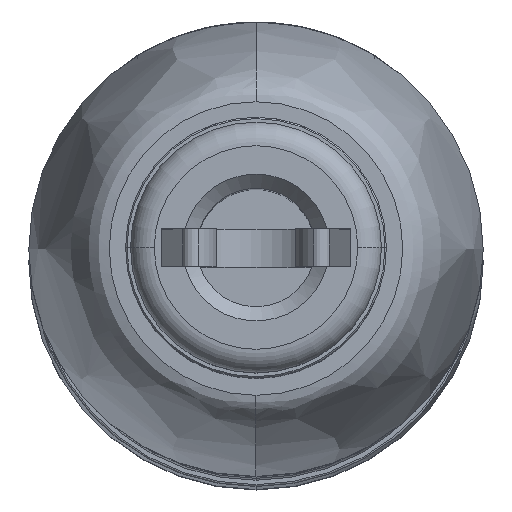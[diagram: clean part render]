
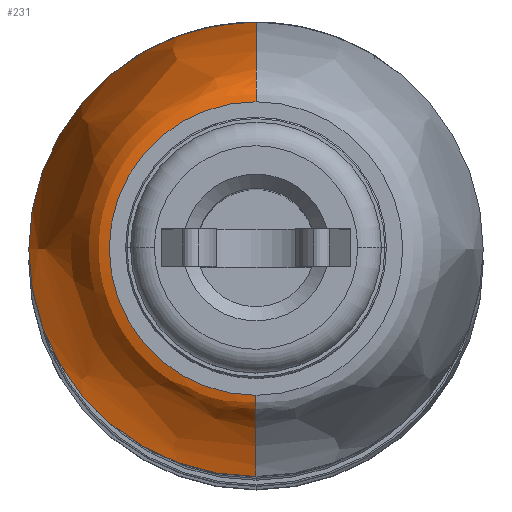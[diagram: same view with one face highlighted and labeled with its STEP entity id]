
A CAD part, top view. The second image highlights one B-rep face of the part: STEP entity #231.
In plain terms, the highlighted free-form (B-spline) face has degree [3, 3] with [6, 4] control points.
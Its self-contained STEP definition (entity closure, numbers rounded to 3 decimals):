
#231 = ADVANCED_FACE ( 'NONE', ( #3707 ), #11789, .F. ) ;
#607 = VERTEX_POINT ( 'NONE', #4525 ) ;
#769 = CARTESIAN_POINT ( 'NONE',  ( 6.753, -4.294, -8.588 ) ) ;
#954 = CARTESIAN_POINT ( 'NONE',  ( 13.822, -4.8, 0. ) ) ;
#1037 = B_SPLINE_CURVE_WITH_KNOTS ( 'NONE', 3,
 ( #22181, #9278, #22372, #26799, #22547, #18174 ),
 .UNSPECIFIED., .F., .F.,
 ( 4, 1, 1, 4 ),
 ( 0., 0.429, 0.529, 1. ),
 .UNSPECIFIED. ) ;
#1369 = DIRECTION ( 'NONE',  ( -1., 0., 0. ) ) ;
#1663 = CARTESIAN_POINT ( 'NONE',  ( 6.753, -4.294, 0. ) ) ;
#2609 = ORIENTED_EDGE ( 'NONE', *, *, #12816, .T. ) ;
#2742 = CARTESIAN_POINT ( 'NONE',  ( 4.822, 3.1, 0. ) ) ;
#2929 = CARTESIAN_POINT ( 'NONE',  ( 10.153, -4.759, -9.518 ) ) ;
#3026 = CARTESIAN_POINT ( 'NONE',  ( 13.822, 4.8, 0. ) ) ;
#3096 = VERTEX_POINT ( 'NONE', #19331 ) ;
#3142 = AXIS2_PLACEMENT_3D ( 'NONE', #11136, #11236, #4706 ) ;
#3546 = VERTEX_POINT ( 'NONE', #27745 ) ;
#3707 = FACE_OUTER_BOUND ( 'NONE', #22126, .T. ) ;
#4446 = ORIENTED_EDGE ( 'NONE', *, *, #9464, .T. ) ;
#4525 = CARTESIAN_POINT ( 'NONE',  ( 4.822, -3.1, 0. ) ) ;
#4706 = DIRECTION ( 'NONE',  ( 0., 0., 1. ) ) ;
#5119 = CARTESIAN_POINT ( 'NONE',  ( 4.822, 3.71, 0. ) ) ;
#5308 = CARTESIAN_POINT ( 'NONE',  ( 4.822, -3.71, -7.421 ) ) ;
#6000 = CARTESIAN_POINT ( 'NONE',  ( 13.822, 0., 0. ) ) ;
#6204 = DIRECTION ( 'NONE',  ( 0., 0., 1. ) ) ;
#6280 = CARTESIAN_POINT ( 'NONE',  ( 10.153, -4.759, 0. ) ) ;
#7176 = CARTESIAN_POINT ( 'NONE',  ( 13.398, -4.8, 0. ) ) ;
#7280 = CARTESIAN_POINT ( 'NONE',  ( 13.398, 4.8, 0. ) ) ;
#8139 = DIRECTION ( 'NONE',  ( 0., 0., 1. ) ) ;
#9278 = CARTESIAN_POINT ( 'NONE',  ( 13.398, 4.8, 0. ) ) ;
#9351 = CARTESIAN_POINT ( 'NONE',  ( 4.822, 3.71, -7.421 ) ) ;
#9438 = CARTESIAN_POINT ( 'NONE',  ( 6.753, 4.294, -8.588 ) ) ;
#9453 = CIRCLE ( 'NONE', #3142, 3.1 ) ;
#9464 = EDGE_CURVE ( 'NONE', #9582, #607, #15614, .T. ) ;
#9582 = VERTEX_POINT ( 'NONE', #14886 ) ;
#9856 = CARTESIAN_POINT ( 'NONE',  ( 13.398, -4.8, 0. ) ) ;
#11136 = CARTESIAN_POINT ( 'NONE',  ( 4.822, 0., 0. ) ) ;
#11236 = DIRECTION ( 'NONE',  ( -1., 0., 0. ) ) ;
#11356 = CARTESIAN_POINT ( 'NONE',  ( 4.822, -3.1, 0. ) ) ;
#11442 = CARTESIAN_POINT ( 'NONE',  ( 13.822, -4.8, -9.6 ) ) ;
#11544 = CARTESIAN_POINT ( 'NONE',  ( 4.822, -3.71, 0. ) ) ;
#11560 = AXIS2_PLACEMENT_3D ( 'NONE', #6000, #1369, #8139 ) ;
#11789 =( BOUNDED_SURFACE ( )  B_SPLINE_SURFACE ( 3, 3, ( 
 ( #3026, #18158, #11442, #954 ),
 ( #7280, #17981, #24432, #7176 ),
 ( #13698, #13606, #2929, #22442 ),
 ( #16068, #9438, #769, #24623 ),
 ( #5119, #9351, #5308, #11544 ),
 ( #2742, #24726, #22534, #11356 ) ),
 .UNSPECIFIED., .F., .F., .F. ) 
 B_SPLINE_SURFACE_WITH_KNOTS ( ( 4, 1, 1, 4 ),
 ( 4, 4 ),
 ( 0., 0.429, 0.529, 1. ),
 ( 0., 1. ),
 .UNSPECIFIED. ) 
 GEOMETRIC_REPRESENTATION_ITEM ( )  RATIONAL_B_SPLINE_SURFACE ( (
 ( 1., 0.333, 0.333, 1.),
 ( 1., 0.333, 0.333, 1.),
 ( 1., 0.333, 0.333, 1.),
 ( 1., 0.333, 0.333, 1.),
 ( 1., 0.333, 0.333, 1.),
 ( 1., 0.333, 0.333, 1.) ) ) 
 REPRESENTATION_ITEM ( '' )  SURFACE ( )  );
#12120 = CARTESIAN_POINT ( 'NONE',  ( 13.822, 0., -4.8 ) ) ;
#12816 = EDGE_CURVE ( 'NONE', #3546, #18296, #21656, .T. ) ;
#13606 = CARTESIAN_POINT ( 'NONE',  ( 10.153, 4.759, -9.518 ) ) ;
#13698 = CARTESIAN_POINT ( 'NONE',  ( 10.153, 4.759, 0. ) ) ;
#13861 = ORIENTED_EDGE ( 'NONE', *, *, #16973, .T. ) ;
#14128 = CARTESIAN_POINT ( 'NONE',  ( 13.822, -4.8, 0. ) ) ;
#14170 = ORIENTED_EDGE ( 'NONE', *, *, #25541, .F. ) ;
#14683 = CIRCLE ( 'NONE', #11560, 4.8 ) ;
#14886 = CARTESIAN_POINT ( 'NONE',  ( 13.822, -4.8, 0. ) ) ;
#14891 = DIRECTION ( 'NONE',  ( -1., 0., 0. ) ) ;
#15614 = B_SPLINE_CURVE_WITH_KNOTS ( 'NONE', 3,
 ( #14128, #9856, #6280, #1663, #19124, #18853 ),
 .UNSPECIFIED., .F., .F.,
 ( 4, 1, 1, 4 ),
 ( 0., 0.429, 0.529, 1. ),
 .UNSPECIFIED. ) ;
#16068 = CARTESIAN_POINT ( 'NONE',  ( 6.753, 4.294, 0. ) ) ;
#16973 = EDGE_CURVE ( 'NONE', #18296, #9582, #14683, .T. ) ;
#17196 = ORIENTED_EDGE ( 'NONE', *, *, #21212, .F. ) ;
#17981 = CARTESIAN_POINT ( 'NONE',  ( 13.398, 4.8, -9.6 ) ) ;
#18158 = CARTESIAN_POINT ( 'NONE',  ( 13.822, 4.8, -9.6 ) ) ;
#18174 = CARTESIAN_POINT ( 'NONE',  ( 4.822, 3.1, 0. ) ) ;
#18296 = VERTEX_POINT ( 'NONE', #12120 ) ;
#18853 = CARTESIAN_POINT ( 'NONE',  ( 4.822, -3.1, 0. ) ) ;
#19124 = CARTESIAN_POINT ( 'NONE',  ( 4.822, -3.71, 0. ) ) ;
#19225 = CARTESIAN_POINT ( 'NONE',  ( 13.822, 0., 0. ) ) ;
#19331 = CARTESIAN_POINT ( 'NONE',  ( 4.822, 3.1, 0. ) ) ;
#20715 = AXIS2_PLACEMENT_3D ( 'NONE', #19225, #14891, #6204 ) ;
#21212 = EDGE_CURVE ( 'NONE', #3096, #607, #9453, .T. ) ;
#21656 = CIRCLE ( 'NONE', #20715, 4.8 ) ;
#22126 = EDGE_LOOP ( 'NONE', ( #13861, #4446, #17196, #14170, #2609 ) ) ;
#22181 = CARTESIAN_POINT ( 'NONE',  ( 13.822, 4.8, 0. ) ) ;
#22372 = CARTESIAN_POINT ( 'NONE',  ( 10.153, 4.759, 0. ) ) ;
#22442 = CARTESIAN_POINT ( 'NONE',  ( 10.153, -4.759, 0. ) ) ;
#22534 = CARTESIAN_POINT ( 'NONE',  ( 4.822, -3.1, -6.2 ) ) ;
#22547 = CARTESIAN_POINT ( 'NONE',  ( 4.822, 3.71, 0. ) ) ;
#24432 = CARTESIAN_POINT ( 'NONE',  ( 13.398, -4.8, -9.6 ) ) ;
#24623 = CARTESIAN_POINT ( 'NONE',  ( 6.753, -4.294, 0. ) ) ;
#24726 = CARTESIAN_POINT ( 'NONE',  ( 4.822, 3.1, -6.2 ) ) ;
#25541 = EDGE_CURVE ( 'NONE', #3546, #3096, #1037, .T. ) ;
#26799 = CARTESIAN_POINT ( 'NONE',  ( 6.753, 4.294, 0. ) ) ;
#27745 = CARTESIAN_POINT ( 'NONE',  ( 13.822, 4.8, 0. ) ) ;
